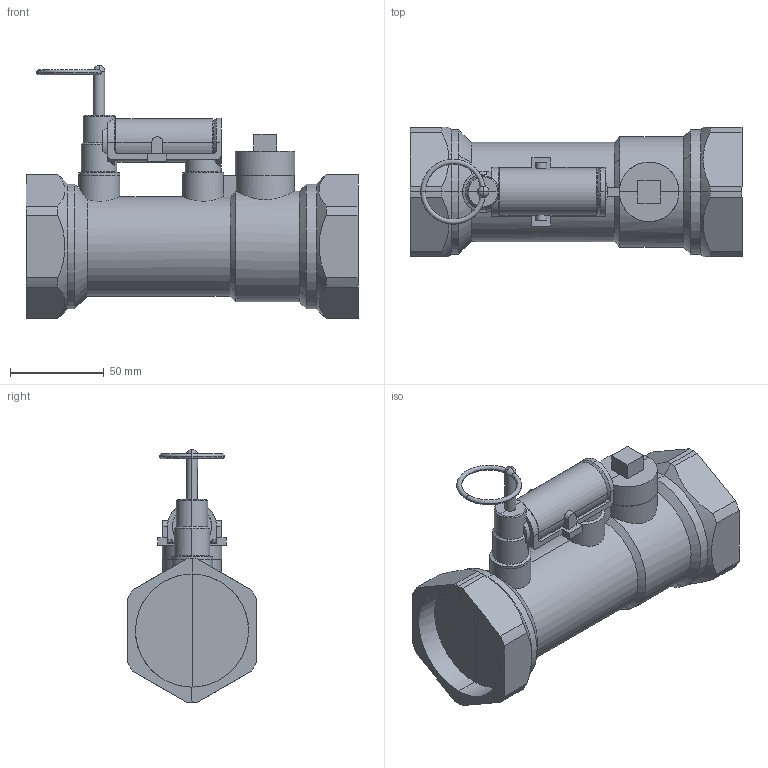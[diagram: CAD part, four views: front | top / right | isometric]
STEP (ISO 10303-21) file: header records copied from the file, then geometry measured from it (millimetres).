
FILE_DESCRIPTION(('CATIA V5 STEP Exchange'),'2;1');
FILE_NAME('STEP_132902_-_TST.stp','2018-11-08T12:36:34+00:00',('none'),('none'),'CATIA Version 5-6 Release 2016 SP4','CATIA V5 STEP AP203','none');
FILE_SCHEMA(('CONFIG_CONTROL_DESIGN'));
Length unit declared in the file: millimetre
Products named in the file (1): 132902 - TST
Bounding box: 177 x 69 x 134.8 mm (x, y, z)
Volume: 508811.5 mm3; surface area: 65292.2 mm2
Topology: 1 solids, 1 shells, 214 faces, 627 edges, 411 vertices
Faces by surface type: cylinder 84, plane 78, cone 44, torus 4, sphere 4
Entity records: 7673 total; most frequent: CARTESIAN_POINT 2351, ORIENTED_EDGE 1254, DIRECTION 857, EDGE_CURVE 627, VERTEX_POINT 411, AXIS2_PLACEMENT_3D 376, VECTOR 280, LINE 280
